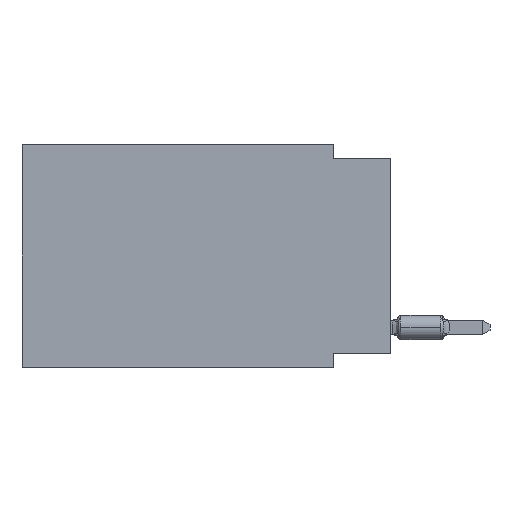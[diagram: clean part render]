
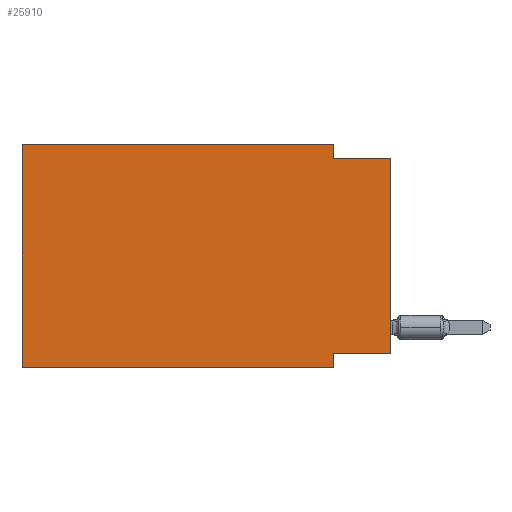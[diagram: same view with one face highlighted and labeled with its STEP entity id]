
A CAD part, left-side view. The second image highlights one B-rep face of the part: STEP entity #25910.
In plain terms, the highlighted planar face has unit normal (-1, 0, 0).
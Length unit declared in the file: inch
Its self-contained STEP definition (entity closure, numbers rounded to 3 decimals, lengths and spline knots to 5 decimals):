
#299 = LINE ( 'NONE', #15533, #2715 ) ;
#636 = CARTESIAN_POINT ( 'NONE',  ( 0., 0.645, 0. ) ) ;
#641 = ORIENTED_EDGE ( 'NONE', *, *, #10786, .F. ) ;
#1071 = EDGE_CURVE ( 'NONE', #23172, #25807, #19306, .T. ) ;
#1126 = EDGE_LOOP ( 'NONE', ( #7533, #35059, #23338, #18800, #31399, #22693, #24338, #641 ) ) ;
#2331 = EDGE_CURVE ( 'NONE', #9213, #19359, #16058, .T. ) ;
#2715 = VECTOR ( 'NONE', #12667, 39.37008 ) ;
#2839 = CARTESIAN_POINT ( 'NONE',  ( 0., 0.645, 0. ) ) ;
#3156 = VECTOR ( 'NONE', #17393, 39.37008 ) ;
#3163 = VECTOR ( 'NONE', #22967, 39.37008 ) ;
#4318 = CARTESIAN_POINT ( 'NONE',  ( 0., 0., -0.365 ) ) ;
#5460 = CARTESIAN_POINT ( 'NONE',  ( 0., 0.645, 0. ) ) ;
#5584 = CARTESIAN_POINT ( 'NONE',  ( 0., 0.645, 0. ) ) ;
#7533 = ORIENTED_EDGE ( 'NONE', *, *, #1071, .T. ) ;
#9213 = VERTEX_POINT ( 'NONE', #34497 ) ;
#9741 = VERTEX_POINT ( 'NONE', #28339 ) ;
#9971 = VERTEX_POINT ( 'NONE', #37243 ) ;
#10070 = VECTOR ( 'NONE', #37797, 39.37008 ) ;
#10278 = EDGE_CURVE ( 'NONE', #9741, #26758, #35496, .T. ) ;
#10786 = EDGE_CURVE ( 'NONE', #23172, #9741, #23654, .T. ) ;
#10841 = VECTOR ( 'NONE', #21557, 39.37008 ) ;
#11160 = DIRECTION ( 'NONE',  ( 1., 0., 0. ) ) ;
#12667 = DIRECTION ( 'NONE',  ( 0., -1., 0. ) ) ;
#13921 = CARTESIAN_POINT ( 'NONE',  ( 0., 0.1, -0.39 ) ) ;
#15460 = DIRECTION ( 'NONE',  ( 0., 0., 1. ) ) ;
#15533 = CARTESIAN_POINT ( 'NONE',  ( 0., 0.645, -0.39 ) ) ;
#16058 = LINE ( 'NONE', #636, #37159 ) ;
#16468 = VECTOR ( 'NONE', #38622, 39.37008 ) ;
#16655 = LINE ( 'NONE', #19512, #16468 ) ;
#16715 = VERTEX_POINT ( 'NONE', #26785 ) ;
#17393 = DIRECTION ( 'NONE',  ( 0., 0., -1. ) ) ;
#17873 = DIRECTION ( 'NONE',  ( 0., 0., -1. ) ) ;
#18345 = EDGE_CURVE ( 'NONE', #9213, #26758, #299, .T. ) ;
#18800 = ORIENTED_EDGE ( 'NONE', *, *, #24668, .F. ) ;
#19295 = AXIS2_PLACEMENT_3D ( 'NONE', #5460, #11160, #17873 ) ;
#19306 = LINE ( 'NONE', #34364, #10841 ) ;
#19359 = VERTEX_POINT ( 'NONE', #5584 ) ;
#19512 = CARTESIAN_POINT ( 'NONE',  ( 0., 0., -0.025 ) ) ;
#20337 = FACE_OUTER_BOUND ( 'NONE', #1126, .T. ) ;
#20341 = EDGE_CURVE ( 'NONE', #9971, #25807, #16655, .T. ) ;
#21557 = DIRECTION ( 'NONE',  ( 0., 0., 1. ) ) ;
#22346 = CARTESIAN_POINT ( 'NONE',  ( 0., 0.1, 0. ) ) ;
#22589 = CARTESIAN_POINT ( 'NONE',  ( 0., 0., -0.365 ) ) ;
#22693 = ORIENTED_EDGE ( 'NONE', *, *, #18345, .T. ) ;
#22967 = DIRECTION ( 'NONE',  ( 0., 0., -1. ) ) ;
#23172 = VERTEX_POINT ( 'NONE', #22589 ) ;
#23338 = ORIENTED_EDGE ( 'NONE', *, *, #38731, .F. ) ;
#23654 = LINE ( 'NONE', #4318, #27232 ) ;
#24338 = ORIENTED_EDGE ( 'NONE', *, *, #10278, .F. ) ;
#24668 = EDGE_CURVE ( 'NONE', #19359, #16715, #33756, .T. ) ;
#25807 = VERTEX_POINT ( 'NONE', #25823 ) ;
#25823 = CARTESIAN_POINT ( 'NONE',  ( 0., 0., -0.025 ) ) ;
#25910 = ADVANCED_FACE ( 'NONE', ( #20337 ), #30482, .F. ) ;
#26758 = VERTEX_POINT ( 'NONE', #28678 ) ;
#26785 = CARTESIAN_POINT ( 'NONE',  ( 0., 0.1, 0. ) ) ;
#27232 = VECTOR ( 'NONE', #38307, 39.37008 ) ;
#28339 = CARTESIAN_POINT ( 'NONE',  ( 0., 0.1, -0.365 ) ) ;
#28678 = CARTESIAN_POINT ( 'NONE',  ( 0., 0.1, -0.39 ) ) ;
#30482 = PLANE ( 'NONE',  #19295 ) ;
#31399 = ORIENTED_EDGE ( 'NONE', *, *, #2331, .F. ) ;
#33756 = LINE ( 'NONE', #2839, #10070 ) ;
#34364 = CARTESIAN_POINT ( 'NONE',  ( 0., 0., 0. ) ) ;
#34497 = CARTESIAN_POINT ( 'NONE',  ( 0., 0.645, -0.39 ) ) ;
#35059 = ORIENTED_EDGE ( 'NONE', *, *, #20341, .F. ) ;
#35176 = LINE ( 'NONE', #22346, #3163 ) ;
#35496 = LINE ( 'NONE', #13921, #3156 ) ;
#37159 = VECTOR ( 'NONE', #15460, 39.37008 ) ;
#37243 = CARTESIAN_POINT ( 'NONE',  ( 0., 0.1, -0.025 ) ) ;
#37797 = DIRECTION ( 'NONE',  ( 0., -1., 0. ) ) ;
#38307 = DIRECTION ( 'NONE',  ( 0., 1., 0. ) ) ;
#38622 = DIRECTION ( 'NONE',  ( 0., -1., 0. ) ) ;
#38731 = EDGE_CURVE ( 'NONE', #16715, #9971, #35176, .T. ) ;
